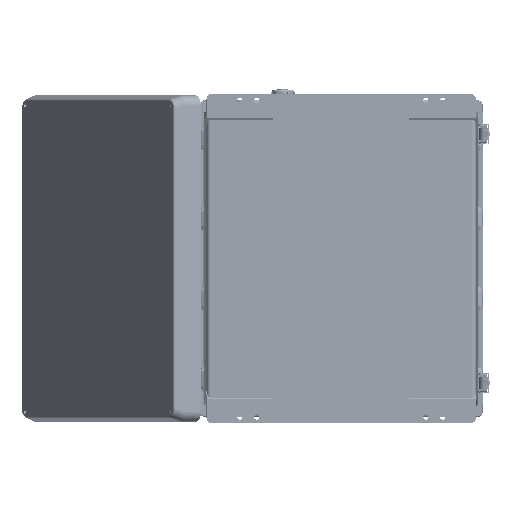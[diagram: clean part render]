
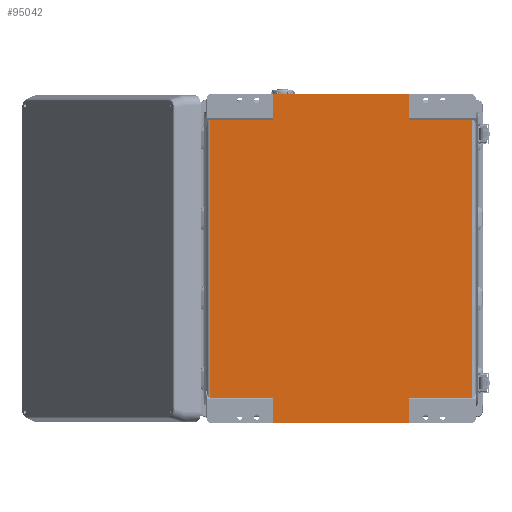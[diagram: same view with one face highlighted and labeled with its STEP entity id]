
A CAD part, front view. The second image highlights one B-rep face of the part: STEP entity #95042.
In plain terms, the highlighted planar face has unit normal (0, -1, 0).
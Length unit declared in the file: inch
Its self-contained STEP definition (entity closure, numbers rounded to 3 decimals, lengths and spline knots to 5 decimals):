
#2084 = VECTOR ( 'NONE', #86313, 39.37008 ) ;
#4112 = EDGE_CURVE ( 'NONE', #58319, #156593, #9350, .T. ) ;
#5686 = CARTESIAN_POINT ( 'NONE',  ( 4.03163, 0.05906, 0.85787 ) ) ;
#6056 = ORIENTED_EDGE ( 'NONE', *, *, #134547, .T. ) ;
#6140 = DIRECTION ( 'NONE',  ( 0., 0., -1. ) ) ;
#6623 = ORIENTED_EDGE ( 'NONE', *, *, #18720, .F. ) ;
#9350 = LINE ( 'NONE', #90267, #133608 ) ;
#12348 = DIRECTION ( 'NONE',  ( 0., 0., 1. ) ) ;
#17863 = CARTESIAN_POINT ( 'NONE',  ( -4.03163, 0.05906, -1.51961 ) ) ;
#18720 = EDGE_CURVE ( 'NONE', #115900, #119338, #160942, .T. ) ;
#18868 = CARTESIAN_POINT ( 'NONE',  ( 4.03163, 0.05906, 0. ) ) ;
#19027 = ORIENTED_EDGE ( 'NONE', *, *, #72234, .F. ) ;
#20458 = LINE ( 'NONE', #165987, #38272 ) ;
#21087 = CARTESIAN_POINT ( 'NONE',  ( -4.03163, 0.05906, -17.96858 ) ) ;
#21947 = DIRECTION ( 'NONE',  ( 0., 1., 0. ) ) ;
#29825 = DIRECTION ( 'NONE',  ( 0., 0., 1. ) ) ;
#36355 = EDGE_CURVE ( 'NONE', #78269, #128310, #83702, .T. ) ;
#37042 = VECTOR ( 'NONE', #93540, 39.37008 ) ;
#38084 = VERTEX_POINT ( 'NONE', #143551 ) ;
#38272 = VECTOR ( 'NONE', #116081, 39.37008 ) ;
#51462 = FACE_OUTER_BOUND ( 'NONE', #81621, .T. ) ;
#55012 = VECTOR ( 'NONE', #114929, 39.37008 ) ;
#55571 = VERTEX_POINT ( 'NONE', #107652 ) ;
#56577 = CARTESIAN_POINT ( 'NONE',  ( -7.73754, 0.05906, -1.51961 ) ) ;
#56676 = VERTEX_POINT ( 'NONE', #135319 ) ;
#58319 = VERTEX_POINT ( 'NONE', #17863 ) ;
#59445 = ORIENTED_EDGE ( 'NONE', *, *, #84450, .T. ) ;
#59839 = DIRECTION ( 'NONE',  ( 1., 0., 0. ) ) ;
#60797 = DIRECTION ( 'NONE',  ( 0., 0., -1. ) ) ;
#64020 = CARTESIAN_POINT ( 'NONE',  ( 8.11811, 0.05906, -19.48819 ) ) ;
#64304 = EDGE_CURVE ( 'NONE', #56676, #105299, #111964, .T. ) ;
#65155 = ORIENTED_EDGE ( 'NONE', *, *, #4112, .F. ) ;
#65828 = VECTOR ( 'NONE', #145691, 39.37008 ) ;
#72234 = EDGE_CURVE ( 'NONE', #105299, #58319, #93312, .T. ) ;
#73098 = LINE ( 'NONE', #154337, #37042 ) ;
#78269 = VERTEX_POINT ( 'NONE', #146683 ) ;
#80097 = CARTESIAN_POINT ( 'NONE',  ( -8.11811, 0.05906, -1.51961 ) ) ;
#81621 = EDGE_LOOP ( 'NONE', ( #84907, #59445, #6056, #6623, #142506, #156700, #104091, #83599, #122942, #159862, #65155, #19027 ) ) ;
#83599 = ORIENTED_EDGE ( 'NONE', *, *, #115163, .T. ) ;
#83702 = LINE ( 'NONE', #5686, #129844 ) ;
#84450 = EDGE_CURVE ( 'NONE', #56676, #116328, #146160, .T. ) ;
#84907 = ORIENTED_EDGE ( 'NONE', *, *, #64304, .F. ) ;
#85080 = CARTESIAN_POINT ( 'NONE',  ( -8.11811, 0.05906, -17.96858 ) ) ;
#85893 = PLANE ( 'NONE',  #141851 ) ;
#86313 = DIRECTION ( 'NONE',  ( -1., 0., 0. ) ) ;
#86400 = LINE ( 'NONE', #114231, #2084 ) ;
#87532 = EDGE_CURVE ( 'NONE', #144138, #38084, #20458, .T. ) ;
#89939 = LINE ( 'NONE', #137593, #101961 ) ;
#90267 = CARTESIAN_POINT ( 'NONE',  ( -4.03163, 0.05906, 0.85787 ) ) ;
#92798 = VECTOR ( 'NONE', #117206, 39.37008 ) ;
#93312 = LINE ( 'NONE', #80097, #131374 ) ;
#93540 = DIRECTION ( 'NONE',  ( -1., 0., 0. ) ) ;
#95042 = ADVANCED_FACE ( 'NONE', ( #51462 ), #85893, .F. ) ;
#96329 = VECTOR ( 'NONE', #6140, 39.37008 ) ;
#101961 = VECTOR ( 'NONE', #60797, 39.37008 ) ;
#103090 = CARTESIAN_POINT ( 'NONE',  ( -4.03163, 0.05906, -19.48819 ) ) ;
#104091 = ORIENTED_EDGE ( 'NONE', *, *, #143406, .T. ) ;
#104518 = CARTESIAN_POINT ( 'NONE',  ( -4.03163, 0.05906, 0. ) ) ;
#105299 = VERTEX_POINT ( 'NONE', #125968 ) ;
#107652 = CARTESIAN_POINT ( 'NONE',  ( 7.73754, 0.05906, -1.51961 ) ) ;
#107973 = VECTOR ( 'NONE', #59839, 39.37008 ) ;
#111964 = LINE ( 'NONE', #56577, #65828 ) ;
#112703 = CARTESIAN_POINT ( 'NONE',  ( 8.11811, 0.05906, -1.51961 ) ) ;
#114231 = CARTESIAN_POINT ( 'NONE',  ( 8.11811, 0.05906, -1.51961 ) ) ;
#114929 = DIRECTION ( 'NONE',  ( 0., 0., 1. ) ) ;
#115163 = EDGE_CURVE ( 'NONE', #55571, #78269, #86400, .T. ) ;
#115900 = VERTEX_POINT ( 'NONE', #136706 ) ;
#116081 = DIRECTION ( 'NONE',  ( -1., 0., 0. ) ) ;
#116328 = VERTEX_POINT ( 'NONE', #21087 ) ;
#116694 = EDGE_CURVE ( 'NONE', #128310, #156593, #73098, .T. ) ;
#117206 = DIRECTION ( 'NONE',  ( -1., 0., 0. ) ) ;
#119338 = VERTEX_POINT ( 'NONE', #103090 ) ;
#121036 = CARTESIAN_POINT ( 'NONE',  ( -4.03163, 0.05906, -20.34606 ) ) ;
#122942 = ORIENTED_EDGE ( 'NONE', *, *, #36355, .T. ) ;
#125968 = CARTESIAN_POINT ( 'NONE',  ( -7.73754, 0.05906, -1.51961 ) ) ;
#128310 = VERTEX_POINT ( 'NONE', #18868 ) ;
#129844 = VECTOR ( 'NONE', #29825, 39.37008 ) ;
#130406 = LINE ( 'NONE', #121036, #96329 ) ;
#131374 = VECTOR ( 'NONE', #157936, 39.37008 ) ;
#133608 = VECTOR ( 'NONE', #12348, 39.37008 ) ;
#134547 = EDGE_CURVE ( 'NONE', #116328, #119338, #130406, .T. ) ;
#135319 = CARTESIAN_POINT ( 'NONE',  ( -7.73754, 0.05906, -17.96858 ) ) ;
#136706 = CARTESIAN_POINT ( 'NONE',  ( 4.03163, 0.05906, -19.48819 ) ) ;
#137593 = CARTESIAN_POINT ( 'NONE',  ( 4.03163, 0.05906, -20.34606 ) ) ;
#138506 = DIRECTION ( 'NONE',  ( 0., 0., 1. ) ) ;
#139620 = CARTESIAN_POINT ( 'NONE',  ( 7.73754, 0.05906, -1.51961 ) ) ;
#141851 = AXIS2_PLACEMENT_3D ( 'NONE', #112703, #21947, #138506 ) ;
#142506 = ORIENTED_EDGE ( 'NONE', *, *, #162063, .F. ) ;
#143406 = EDGE_CURVE ( 'NONE', #144138, #55571, #151292, .T. ) ;
#143551 = CARTESIAN_POINT ( 'NONE',  ( 4.03163, 0.05906, -17.96858 ) ) ;
#144138 = VERTEX_POINT ( 'NONE', #158442 ) ;
#145691 = DIRECTION ( 'NONE',  ( 0., 0., 1. ) ) ;
#146160 = LINE ( 'NONE', #85080, #107973 ) ;
#146683 = CARTESIAN_POINT ( 'NONE',  ( 4.03163, 0.05906, -1.51961 ) ) ;
#151292 = LINE ( 'NONE', #139620, #55012 ) ;
#154337 = CARTESIAN_POINT ( 'NONE',  ( 8.11811, 0.05906, 0. ) ) ;
#156593 = VERTEX_POINT ( 'NONE', #104518 ) ;
#156700 = ORIENTED_EDGE ( 'NONE', *, *, #87532, .F. ) ;
#157936 = DIRECTION ( 'NONE',  ( 1., 0., 0. ) ) ;
#158442 = CARTESIAN_POINT ( 'NONE',  ( 7.73754, 0.05906, -17.96858 ) ) ;
#159862 = ORIENTED_EDGE ( 'NONE', *, *, #116694, .T. ) ;
#160942 = LINE ( 'NONE', #64020, #92798 ) ;
#162063 = EDGE_CURVE ( 'NONE', #38084, #115900, #89939, .T. ) ;
#165987 = CARTESIAN_POINT ( 'NONE',  ( 8.11811, 0.05906, -17.96858 ) ) ;
